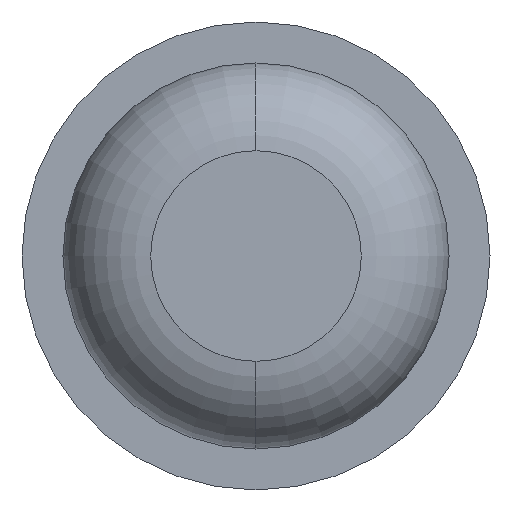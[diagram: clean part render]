
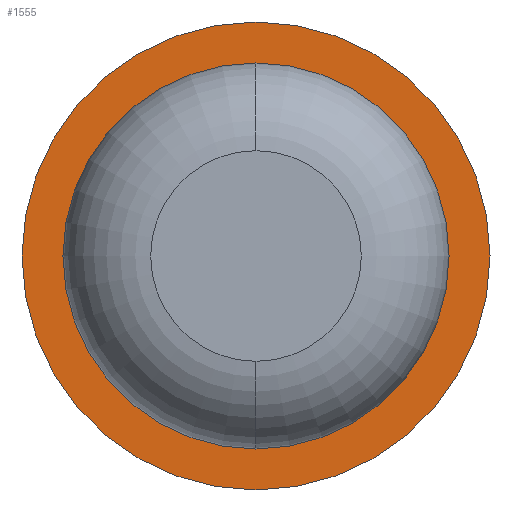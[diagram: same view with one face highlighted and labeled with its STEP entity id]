
A CAD part, front view. The second image highlights one B-rep face of the part: STEP entity #1555.
In plain terms, the highlighted planar face has unit normal (0, -1, 0).
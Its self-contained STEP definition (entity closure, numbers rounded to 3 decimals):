
#56 = EDGE_LOOP ( 'NONE', ( #3941, #2089 ) ) ;
#184 = CARTESIAN_POINT ( 'NONE',  ( 0., -9., 0. ) ) ;
#189 = FACE_OUTER_BOUND ( 'NONE', #243, .T. ) ;
#243 = EDGE_LOOP ( 'NONE', ( #599, #1532 ) ) ;
#301 = DIRECTION ( 'NONE',  ( 0., 1., 0. ) ) ;
#338 = VERTEX_POINT ( 'NONE', #2131 ) ;
#345 = EDGE_CURVE ( 'Defeature ausgef�hrt1_4+Defeature ausgef�hrt1_0+Defeature ausgef�hrt1_0+Defeature ausgef�hrt1_0', #338, #4011, #800, .T. ) ;
#351 = EDGE_CURVE ( 'Defeature ausgef�hrt1_5+Defeature ausgef�hrt1_4+Defeature ausgef�hrt1_4+Defeature ausgef�hrt1_4', #3341, #400, #3160, .T. ) ;
#400 = VERTEX_POINT ( 'NONE', #3406 ) ;
#423 = AXIS2_PLACEMENT_3D ( 'NONE', #3016, #3350, #2723 ) ;
#565 = CARTESIAN_POINT ( 'NONE',  ( 0., -9., 0. ) ) ;
#599 = ORIENTED_EDGE ( 'NONE', *, *, #1265, .F. ) ;
#698 = AXIS2_PLACEMENT_3D ( 'NONE', #1811, #805, #3013 ) ;
#800 = CIRCLE ( 'NONE', #1360, 0.825 ) ;
#805 = DIRECTION ( 'NONE',  ( 0., 1., 0. ) ) ;
#1265 = EDGE_CURVE ( 'Defeature ausgef�hrt1_5+Defeature ausgef�hrt1_4+Defeature ausgef�hrt1_4+Defeature ausgef�hrt1_4', #400, #3341, #1293, .T. ) ;
#1293 = CIRCLE ( 'NONE', #3316, 1. ) ;
#1360 = AXIS2_PLACEMENT_3D ( 'NONE', #184, #3706, #3674 ) ;
#1532 = ORIENTED_EDGE ( 'NONE', *, *, #351, .F. ) ;
#1555 = ADVANCED_FACE ( 'Defeature ausgef�hrt1_4', ( #189, #3723 ), #3525, .F. ) ;
#1811 = CARTESIAN_POINT ( 'NONE',  ( 0., -9., 0. ) ) ;
#1952 = CARTESIAN_POINT ( 'NONE',  ( 0., -9., -0.825 ) ) ;
#2089 = ORIENTED_EDGE ( 'NONE', *, *, #3731, .T. ) ;
#2131 = CARTESIAN_POINT ( 'NONE',  ( 0., -9., 0.825 ) ) ;
#2378 = AXIS2_PLACEMENT_3D ( 'NONE', #3487, #301, #3194 ) ;
#2554 = CIRCLE ( 'NONE', #698, 0.825 ) ;
#2723 = DIRECTION ( 'NONE',  ( -1., 0., 0. ) ) ;
#3013 = DIRECTION ( 'NONE',  ( -1., 0., 0. ) ) ;
#3016 = CARTESIAN_POINT ( 'NONE',  ( 0., -9., 0. ) ) ;
#3120 = DIRECTION ( 'NONE',  ( 0., 1., 0. ) ) ;
#3160 = CIRCLE ( 'NONE', #423, 1. ) ;
#3194 = DIRECTION ( 'NONE',  ( -1., 0., 0. ) ) ;
#3316 = AXIS2_PLACEMENT_3D ( 'NONE', #565, #3120, #3761 ) ;
#3341 = VERTEX_POINT ( 'NONE', #3858 ) ;
#3350 = DIRECTION ( 'NONE',  ( 0., 1., 0. ) ) ;
#3406 = CARTESIAN_POINT ( 'NONE',  ( -1., -9., 0. ) ) ;
#3487 = CARTESIAN_POINT ( 'NONE',  ( 0.825, -9., 0. ) ) ;
#3525 = PLANE ( 'NONE',  #2378 ) ;
#3674 = DIRECTION ( 'NONE',  ( -1., 0., 0. ) ) ;
#3706 = DIRECTION ( 'NONE',  ( 0., 1., 0. ) ) ;
#3723 = FACE_BOUND ( 'NONE', #56, .T. ) ;
#3731 = EDGE_CURVE ( 'Defeature ausgef�hrt1_4+Defeature ausgef�hrt1_0+Defeature ausgef�hrt1_0+Defeature ausgef�hrt1_0', #4011, #338, #2554, .T. ) ;
#3761 = DIRECTION ( 'NONE',  ( -1., 0., 0. ) ) ;
#3858 = CARTESIAN_POINT ( 'NONE',  ( 1., -9., 0. ) ) ;
#3941 = ORIENTED_EDGE ( 'NONE', *, *, #345, .T. ) ;
#4011 = VERTEX_POINT ( 'NONE', #1952 ) ;
